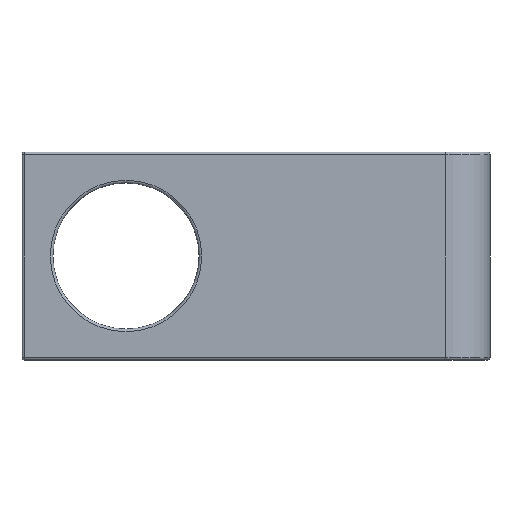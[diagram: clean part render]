
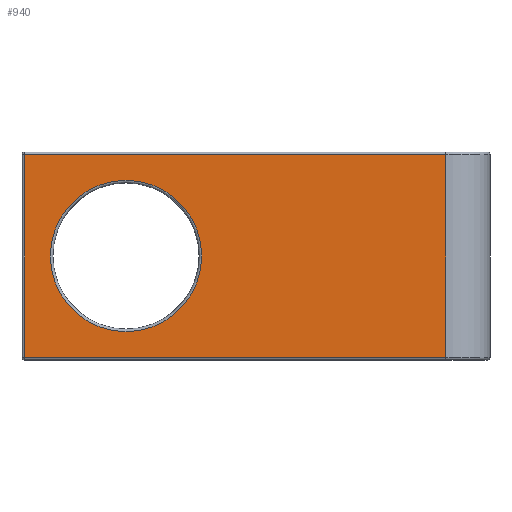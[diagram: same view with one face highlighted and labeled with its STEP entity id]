
A CAD part, front view. The second image highlights one B-rep face of the part: STEP entity #940.
In plain terms, the highlighted planar face has unit normal (0, -1, 0).
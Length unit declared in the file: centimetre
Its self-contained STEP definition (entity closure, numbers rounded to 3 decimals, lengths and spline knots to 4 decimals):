
#299=VERTEX_POINT('',#2582);
#301=VERTEX_POINT('',#2588);
#302=VERTEX_POINT('',#2589);
#303=VERTEX_POINT('',#2591);
#304=VERTEX_POINT('',#2593);
#377=EDGE_CURVE('',#299,#299,#1365,.T.);
#379=EDGE_CURVE('',#301,#302,#1145,.T.);
#380=EDGE_CURVE('',#303,#301,#1146,.T.);
#381=EDGE_CURVE('',#304,#303,#1147,.T.);
#382=EDGE_CURVE('',#304,#302,#1148,.T.);
#518=ORIENTED_EDGE('',*,*,#379,.F.);
#519=ORIENTED_EDGE('',*,*,#380,.F.);
#520=ORIENTED_EDGE('',*,*,#381,.F.);
#521=ORIENTED_EDGE('',*,*,#382,.T.);
#522=ORIENTED_EDGE('',*,*,#377,.F.);
#794=EDGE_LOOP('',(#518,#519,#520,#521));
#795=EDGE_LOOP('',(#522));
#868=FACE_BOUND('',#794,.T.);
#869=FACE_BOUND('',#795,.T.);
#940=ADVANCED_FACE('',(#868,#869),#1972,.T.);
#1145=LINE('',#2587,#1907);
#1146=LINE('',#2590,#1908);
#1147=LINE('',#2592,#1909);
#1148=LINE('',#2594,#1910);
#1365=CIRCLE('',#1721,0.3696);
#1721=AXIS2_PLACEMENT_3D('',#2581,#2117,#2118);
#1724=AXIS2_PLACEMENT_3D('',#2586,#2123,$);
#1907=VECTOR('',#2124,1.);
#1908=VECTOR('',#2125,1.);
#1909=VECTOR('',#2126,1.);
#1910=VECTOR('',#2127,1.);
#1972=PLANE('',#1724);
#2117=DIRECTION('',(0.,-1.,0.));
#2118=DIRECTION('',(0.,0.,0.37));
#2123=DIRECTION('',(0.,-1.,0.));
#2124=DIRECTION('',(1.,0.,0.));
#2125=DIRECTION('',(0.,0.,1.));
#2126=DIRECTION('',(-1.,0.,0.));
#2127=DIRECTION('',(0.,0.,1.));
#2581=CARTESIAN_POINT('',(-1.5621,-0.2159,0.508));
#2582=CARTESIAN_POINT('',(-1.5621,-0.2159,0.1384));
#2586=CARTESIAN_POINT('',(-1.0351,-0.2159,0.));
#2587=CARTESIAN_POINT('',(-0.98,-0.2159,1.0033));
#2588=CARTESIAN_POINT('',(-2.0574,-0.2159,1.0033));
#2589=CARTESIAN_POINT('',(0.,-0.2159,1.0033));
#2590=CARTESIAN_POINT('',(-2.0574,-0.2159,0.));
#2591=CARTESIAN_POINT('',(-2.0574,-0.2159,0.0127));
#2592=CARTESIAN_POINT('',(-0.98,-0.2159,0.0127));
#2593=CARTESIAN_POINT('',(0.,-0.2159,0.0127));
#2594=CARTESIAN_POINT('',(0.,-0.2159,0.));
